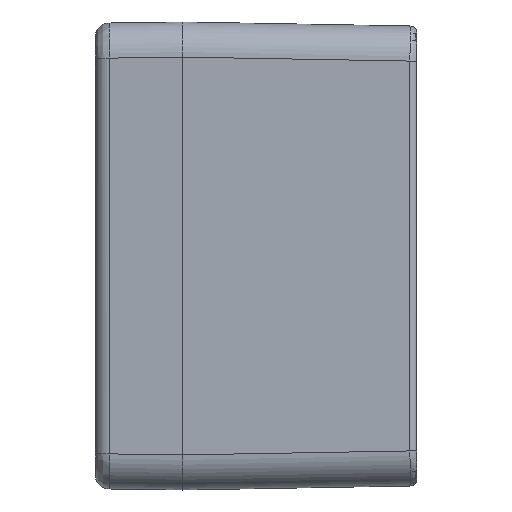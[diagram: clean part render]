
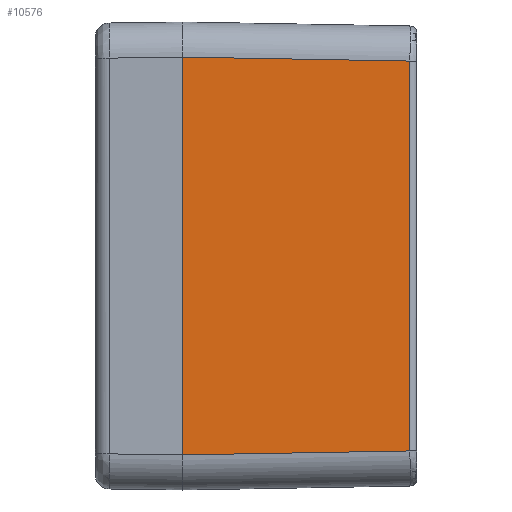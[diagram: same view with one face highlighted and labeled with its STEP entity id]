
A CAD part, left-side view. The second image highlights one B-rep face of the part: STEP entity #10576.
In plain terms, the highlighted planar face has unit normal (-1, -0.018, 0).
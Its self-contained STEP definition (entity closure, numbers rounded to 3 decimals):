
#603 = ORIENTED_EDGE ( 'NONE', *, *, #10791, .F. ) ;
#873 = CARTESIAN_POINT ( 'NONE',  ( -79.322, 1.179, 11.108 ) ) ;
#977 = CARTESIAN_POINT ( 'NONE',  ( -79.322, 1.179, -33.323 ) ) ;
#1278 = FACE_OUTER_BOUND ( 'NONE', #5973, .T. ) ;
#1446 = EDGE_CURVE ( 'NONE', #7430, #12134, #7165, .T. ) ;
#1456 = CARTESIAN_POINT ( 'NONE',  ( -79.548, 14.119, -33.549 ) ) ;
#2418 = CARTESIAN_POINT ( 'NONE',  ( -79.322, 1.179, -11.108 ) ) ;
#2806 = B_SPLINE_CURVE_WITH_KNOTS ( 'NONE', 3,
 ( #2811, #8707, #1456, #7349 ),
 .UNSPECIFIED., .F., .F.,
 ( 4, 4 ),
 ( 0., 1. ),
 .UNSPECIFIED. ) ;
#2811 = CARTESIAN_POINT ( 'NONE',  ( -80., 40., -34.001 ) ) ;
#2846 = CARTESIAN_POINT ( 'NONE',  ( -79.774, 27.06, 33.775 ) ) ;
#2885 = ORIENTED_EDGE ( 'NONE', *, *, #9451, .T. ) ;
#3403 = AXIS2_PLACEMENT_3D ( 'NONE', #8513, #17200, #15766 ) ;
#4042 = CARTESIAN_POINT ( 'NONE',  ( -80., 40., -34.001 ) ) ;
#4847 = ORIENTED_EDGE ( 'NONE', *, *, #1446, .T. ) ;
#5461 = CARTESIAN_POINT ( 'NONE',  ( -79.548, 14.119, 33.549 ) ) ;
#5973 = EDGE_LOOP ( 'NONE', ( #8711, #4847, #2885, #603 ) ) ;
#7164 = PLANE ( 'NONE',  #3403 ) ;
#7165 = LINE ( 'NONE', #7356, #11109 ) ;
#7349 = CARTESIAN_POINT ( 'NONE',  ( -79.322, 1.179, -33.323 ) ) ;
#7356 = CARTESIAN_POINT ( 'NONE',  ( -80., 40., 34.001 ) ) ;
#7413 = B_SPLINE_CURVE_WITH_KNOTS ( 'NONE', 3,
 ( #17142, #2846, #5461, #15797 ),
 .UNSPECIFIED., .F., .F.,
 ( 4, 4 ),
 ( 0., 1. ),
 .UNSPECIFIED. ) ;
#7430 = VERTEX_POINT ( 'NONE', #9792 ) ;
#8513 = CARTESIAN_POINT ( 'NONE',  ( -80., 40., -43.361 ) ) ;
#8707 = CARTESIAN_POINT ( 'NONE',  ( -79.774, 27.06, -33.775 ) ) ;
#8711 = ORIENTED_EDGE ( 'NONE', *, *, #14953, .F. ) ;
#9036 = VERTEX_POINT ( 'NONE', #13159 ) ;
#9135 = VERTEX_POINT ( 'NONE', #10852 ) ;
#9451 = EDGE_CURVE ( 'NONE', #12134, #9036, #2806, .T. ) ;
#9792 = CARTESIAN_POINT ( 'NONE',  ( -80., 40., 34.001 ) ) ;
#10450 = B_SPLINE_CURVE_WITH_KNOTS ( 'NONE', 3,
 ( #14099, #873, #2418, #977 ),
 .UNSPECIFIED., .F., .F.,
 ( 4, 4 ),
 ( 0., 1. ),
 .UNSPECIFIED. ) ;
#10576 = ADVANCED_FACE ( 'NONE', ( #1278 ), #7164, .T. ) ;
#10791 = EDGE_CURVE ( 'NONE', #9135, #9036, #10450, .T. ) ;
#10852 = CARTESIAN_POINT ( 'NONE',  ( -79.322, 1.179, 33.323 ) ) ;
#11109 = VECTOR ( 'NONE', #18832, 1000. ) ;
#12134 = VERTEX_POINT ( 'NONE', #4042 ) ;
#13159 = CARTESIAN_POINT ( 'NONE',  ( -79.322, 1.179, -33.323 ) ) ;
#14099 = CARTESIAN_POINT ( 'NONE',  ( -79.322, 1.179, 33.323 ) ) ;
#14953 = EDGE_CURVE ( 'NONE', #7430, #9135, #7413, .T. ) ;
#15766 = DIRECTION ( 'NONE',  ( -0.017, 1., 0. ) ) ;
#15797 = CARTESIAN_POINT ( 'NONE',  ( -79.322, 1.179, 33.323 ) ) ;
#17142 = CARTESIAN_POINT ( 'NONE',  ( -80., 40., 34.001 ) ) ;
#17200 = DIRECTION ( 'NONE',  ( -1., -0.017, 0. ) ) ;
#18832 = DIRECTION ( 'NONE',  ( 0., 0., -1. ) ) ;
